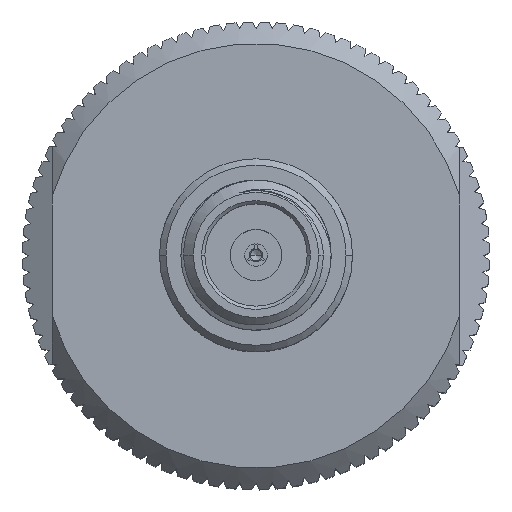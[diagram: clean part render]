
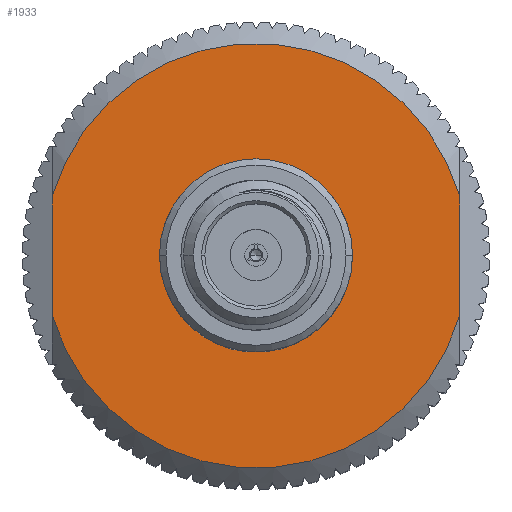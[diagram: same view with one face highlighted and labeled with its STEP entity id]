
A CAD part, top view. The second image highlights one B-rep face of the part: STEP entity #1933.
In plain terms, the highlighted planar face has unit normal (0, 0, 1).
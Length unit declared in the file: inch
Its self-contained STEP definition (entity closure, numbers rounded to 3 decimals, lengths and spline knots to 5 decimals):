
#851 = CARTESIAN_POINT ( 'NONE',  ( 0.50396, 0.72544, 1.1269 ) ) ;
#1933 = ADVANCED_FACE ( 'NONE', ( #25861, #12674 ), #8708, .T. ) ;
#2295 = DIRECTION ( 'NONE',  ( 1., 0., 0. ) ) ;
#2515 = CARTESIAN_POINT ( 'NONE',  ( 0.26774, 0.83512, 1.1269 ) ) ;
#2798 = DIRECTION ( 'NONE',  ( 1., 0., 0. ) ) ;
#2841 = EDGE_CURVE ( 'NONE', #16299, #5342, #19707, .T. ) ;
#3487 = VECTOR ( 'NONE', #18286, 39.37008 ) ;
#3809 = CIRCLE ( 'NONE', #19553, 0.38976 ) ;
#4361 = CARTESIAN_POINT ( 'NONE',  ( 0.26774, 0.61577, 1.1269 ) ) ;
#5342 = VERTEX_POINT ( 'NONE', #4361 ) ;
#6325 = CARTESIAN_POINT ( 'NONE',  ( 0.64175, 0.72544, 1.1269 ) ) ;
#6417 = DIRECTION ( 'NONE',  ( 0., 0., 1. ) ) ;
#7042 = DIRECTION ( 'NONE',  ( 0., -1., 0. ) ) ;
#7750 = LINE ( 'NONE', #19977, #3487 ) ;
#7869 = CIRCLE ( 'NONE', #17279, 0.38976 ) ;
#8412 = CARTESIAN_POINT ( 'NONE',  ( 0.64175, 0.72544, 1.1269 ) ) ;
#8708 = PLANE ( 'NONE',  #12111 ) ;
#8812 = ORIENTED_EDGE ( 'NONE', *, *, #24717, .F. ) ;
#8843 = AXIS2_PLACEMENT_3D ( 'NONE', #16051, #13703, #2798 ) ;
#10116 = VERTEX_POINT ( 'NONE', #851 ) ;
#10517 = DIRECTION ( 'NONE',  ( 0., 0., 1. ) ) ;
#10828 = DIRECTION ( 'NONE',  ( 0., 0., 1. ) ) ;
#11017 = CIRCLE ( 'NONE', #14641, 0.1378 ) ;
#11133 = EDGE_CURVE ( 'NONE', #15631, #16299, #7869, .T. ) ;
#12111 = AXIS2_PLACEMENT_3D ( 'NONE', #6325, #10828, #21093 ) ;
#12674 = FACE_BOUND ( 'NONE', #26637, .T. ) ;
#12824 = ORIENTED_EDGE ( 'NONE', *, *, #14865, .F. ) ;
#13703 = DIRECTION ( 'NONE',  ( 0., 0., 1. ) ) ;
#14641 = AXIS2_PLACEMENT_3D ( 'NONE', #21043, #19359, #19219 ) ;
#14830 = EDGE_CURVE ( 'NONE', #5342, #18098, #3809, .T. ) ;
#14865 = EDGE_CURVE ( 'NONE', #23443, #10116, #11017, .T. ) ;
#15116 = CARTESIAN_POINT ( 'NONE',  ( 0.77955, 0.72544, 1.1269 ) ) ;
#15631 = VERTEX_POINT ( 'NONE', #23130 ) ;
#16051 = CARTESIAN_POINT ( 'NONE',  ( 0.64175, 0.72544, 1.1269 ) ) ;
#16299 = VERTEX_POINT ( 'NONE', #2515 ) ;
#17078 = CARTESIAN_POINT ( 'NONE',  ( 1.01577, 0.61577, 1.1269 ) ) ;
#17279 = AXIS2_PLACEMENT_3D ( 'NONE', #8412, #10517, #17385 ) ;
#17385 = DIRECTION ( 'NONE',  ( 1., 0., 0. ) ) ;
#17787 = ORIENTED_EDGE ( 'NONE', *, *, #25382, .T. ) ;
#18098 = VERTEX_POINT ( 'NONE', #17078 ) ;
#18286 = DIRECTION ( 'NONE',  ( 0., 1., 0. ) ) ;
#19219 = DIRECTION ( 'NONE',  ( 1., 0., 0. ) ) ;
#19343 = ORIENTED_EDGE ( 'NONE', *, *, #2841, .T. ) ;
#19359 = DIRECTION ( 'NONE',  ( 0., 0., 1. ) ) ;
#19553 = AXIS2_PLACEMENT_3D ( 'NONE', #21177, #6417, #2295 ) ;
#19707 = LINE ( 'NONE', #26053, #21520 ) ;
#19928 = ORIENTED_EDGE ( 'NONE', *, *, #11133, .T. ) ;
#19977 = CARTESIAN_POINT ( 'NONE',  ( 1.01577, 1.18235, 1.1269 ) ) ;
#21043 = CARTESIAN_POINT ( 'NONE',  ( 0.64175, 0.72544, 1.1269 ) ) ;
#21093 = DIRECTION ( 'NONE',  ( 1., 0., 0. ) ) ;
#21103 = ORIENTED_EDGE ( 'NONE', *, *, #14830, .T. ) ;
#21177 = CARTESIAN_POINT ( 'NONE',  ( 0.64175, 0.72544, 1.1269 ) ) ;
#21520 = VECTOR ( 'NONE', #7042, 39.37008 ) ;
#23130 = CARTESIAN_POINT ( 'NONE',  ( 1.01577, 0.83512, 1.1269 ) ) ;
#23443 = VERTEX_POINT ( 'NONE', #15116 ) ;
#23659 = CIRCLE ( 'NONE', #8843, 0.1378 ) ;
#24717 = EDGE_CURVE ( 'NONE', #10116, #23443, #23659, .T. ) ;
#25382 = EDGE_CURVE ( 'NONE', #18098, #15631, #7750, .T. ) ;
#25861 = FACE_OUTER_BOUND ( 'NONE', #26302, .T. ) ;
#26053 = CARTESIAN_POINT ( 'NONE',  ( 0.26774, 1.18235, 1.1269 ) ) ;
#26302 = EDGE_LOOP ( 'NONE', ( #21103, #17787, #19928, #19343 ) ) ;
#26637 = EDGE_LOOP ( 'NONE', ( #8812, #12824 ) ) ;
